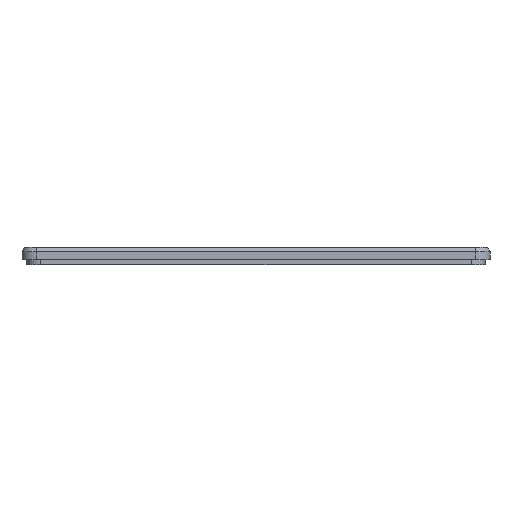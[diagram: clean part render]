
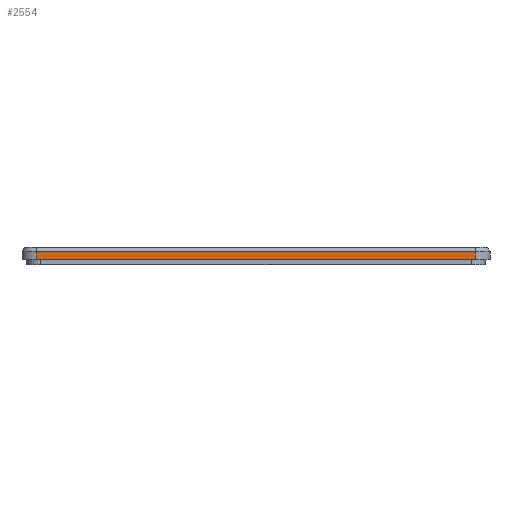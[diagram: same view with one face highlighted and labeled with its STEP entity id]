
A CAD part, front view. The second image highlights one B-rep face of the part: STEP entity #2554.
In plain terms, the highlighted planar face has unit normal (0, -1, 0).
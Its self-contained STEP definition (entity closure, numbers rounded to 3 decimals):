
#188=FACE_OUTER_BOUND('',#367,.T.);
#367=EDGE_LOOP('',(#2172,#2173,#2174,#2175));
#663=LINE('',#3939,#932);
#746=LINE('',#4223,#1015);
#750=LINE('',#4232,#1019);
#751=LINE('',#4233,#1020);
#932=VECTOR('',#3114,10.);
#1015=VECTOR('',#3423,10.);
#1019=VECTOR('',#3435,10.);
#1020=VECTOR('',#3436,10.);
#1200=VERTEX_POINT('',#3936);
#1201=VERTEX_POINT('',#3938);
#1287=VERTEX_POINT('',#4214);
#1289=VERTEX_POINT('',#4222);
#1469=EDGE_CURVE('',#1201,#1200,#663,.F.);
#1611=EDGE_CURVE('',#1287,#1289,#746,.T.);
#1616=EDGE_CURVE('',#1201,#1287,#750,.T.);
#1617=EDGE_CURVE('',#1289,#1200,#751,.T.);
#2172=ORIENTED_EDGE('',*,*,#1611,.F.);
#2173=ORIENTED_EDGE('',*,*,#1616,.F.);
#2174=ORIENTED_EDGE('',*,*,#1469,.T.);
#2175=ORIENTED_EDGE('',*,*,#1617,.F.);
#2444=PLANE('',#2788);
#2554=ADVANCED_FACE('',(#188),#2444,.T.);
#2788=AXIS2_PLACEMENT_3D('',#4231,#3433,#3434);
#3114=DIRECTION('',(-1.,0.,0.));
#3423=DIRECTION('',(1.,0.,0.));
#3433=DIRECTION('center_axis',(0.,-1.,0.));
#3434=DIRECTION('ref_axis',(1.,0.,0.));
#3435=DIRECTION('',(0.,0.,1.));
#3436=DIRECTION('',(0.,0.,-1.));
#3936=CARTESIAN_POINT('',(102.75,-64.2,4.6));
#3938=CARTESIAN_POINT('',(-103.,-64.2,4.6));
#3939=CARTESIAN_POINT('',(-59.025,-64.2,4.6));
#4214=CARTESIAN_POINT('',(-103.,-64.2,8.3));
#4222=CARTESIAN_POINT('',(102.75,-64.2,8.3));
#4223=CARTESIAN_POINT('',(-51.,-64.2,8.3));
#4231=CARTESIAN_POINT('Origin',(-102.,-64.2,3.8));
#4232=CARTESIAN_POINT('',(-103.,-64.2,3.8));
#4233=CARTESIAN_POINT('',(102.75,-64.2,3.8));
